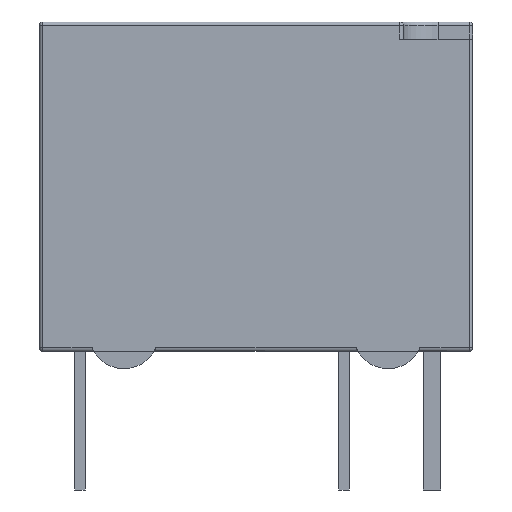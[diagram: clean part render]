
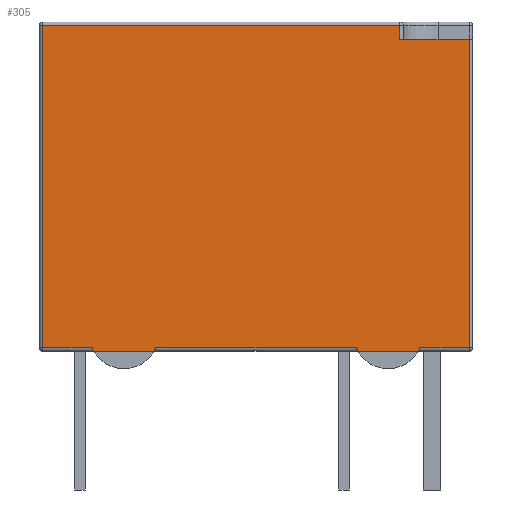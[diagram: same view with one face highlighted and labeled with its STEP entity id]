
A CAD part, left-side view. The second image highlights one B-rep face of the part: STEP entity #305.
In plain terms, the highlighted planar face has unit normal (-1, 0, 0).
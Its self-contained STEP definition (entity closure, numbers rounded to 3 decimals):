
#93 = EDGE_CURVE('',#94,#96,#98,.T.);
#94 = VERTEX_POINT('',#95);
#95 = CARTESIAN_POINT('',(0.,0.1,9.5));
#96 = VERTEX_POINT('',#97);
#97 = CARTESIAN_POINT('',(0.,1.,9.5));
#98 = LINE('',#99,#100);
#99 = CARTESIAN_POINT('',(0.,0.,9.5));
#100 = VECTOR('',#101,1.);
#101 = DIRECTION('',(0.,1.,0.));
#128 = VERTEX_POINT('',#129);
#129 = CARTESIAN_POINT('',(0.,0.1,0.6));
#136 = EDGE_CURVE('',#128,#94,#137,.T.);
#137 = LINE('',#138,#139);
#138 = CARTESIAN_POINT('',(0.,0.1,0.5));
#139 = VECTOR('',#140,1.);
#140 = DIRECTION('',(0.,0.,1.));
#305 = ADVANCED_FACE('',(#306),#424,.F.);
#306 = FACE_BOUND('',#307,.F.);
#307 = EDGE_LOOP('',(#308,#309,#310,#318,#327,#335,#344,#352,#361,#369,
    #378,#386,#394,#402,#410,#418));
#308 = ORIENTED_EDGE('',*,*,#93,.F.);
#309 = ORIENTED_EDGE('',*,*,#136,.F.);
#310 = ORIENTED_EDGE('',*,*,#311,.T.);
#311 = EDGE_CURVE('',#128,#312,#314,.T.);
#312 = VERTEX_POINT('',#313);
#313 = CARTESIAN_POINT('',(0.,1.523,0.6));
#314 = LINE('',#315,#316);
#315 = CARTESIAN_POINT('',(0.,0.,0.6));
#316 = VECTOR('',#317,1.);
#317 = DIRECTION('',(0.,1.,0.));
#318 = ORIENTED_EDGE('',*,*,#319,.F.);
#319 = EDGE_CURVE('',#320,#312,#322,.T.);
#320 = VERTEX_POINT('',#321);
#321 = CARTESIAN_POINT('',(0.,1.574,0.5));
#322 = CIRCLE('',#323,1.);
#323 = AXIS2_PLACEMENT_3D('',#324,#325,#326);
#324 = CARTESIAN_POINT('',(0.,2.44,1.));
#325 = DIRECTION('',(-1.,0.,0.));
#326 = DIRECTION('',(0.,0.,1.));
#327 = ORIENTED_EDGE('',*,*,#328,.T.);
#328 = EDGE_CURVE('',#320,#329,#331,.T.);
#329 = VERTEX_POINT('',#330);
#330 = CARTESIAN_POINT('',(0.,3.306,0.5));
#331 = LINE('',#332,#333);
#332 = CARTESIAN_POINT('',(0.,0.,0.5));
#333 = VECTOR('',#334,1.);
#334 = DIRECTION('',(0.,1.,0.));
#335 = ORIENTED_EDGE('',*,*,#336,.T.);
#336 = EDGE_CURVE('',#329,#337,#339,.T.);
#337 = VERTEX_POINT('',#338);
#338 = CARTESIAN_POINT('',(0.,3.357,0.6));
#339 = CIRCLE('',#340,1.);
#340 = AXIS2_PLACEMENT_3D('',#341,#342,#343);
#341 = CARTESIAN_POINT('',(0.,2.44,1.));
#342 = DIRECTION('',(1.,0.,0.));
#343 = DIRECTION('',(0.,0.,1.));
#344 = ORIENTED_EDGE('',*,*,#345,.T.);
#345 = EDGE_CURVE('',#337,#346,#348,.T.);
#346 = VERTEX_POINT('',#347);
#347 = CARTESIAN_POINT('',(0.,9.143,0.6));
#348 = LINE('',#349,#350);
#349 = CARTESIAN_POINT('',(0.,3.306,0.6));
#350 = VECTOR('',#351,1.);
#351 = DIRECTION('',(0.,1.,0.));
#352 = ORIENTED_EDGE('',*,*,#353,.F.);
#353 = EDGE_CURVE('',#354,#346,#356,.T.);
#354 = VERTEX_POINT('',#355);
#355 = CARTESIAN_POINT('',(0.,9.194,0.5));
#356 = CIRCLE('',#357,1.);
#357 = AXIS2_PLACEMENT_3D('',#358,#359,#360);
#358 = CARTESIAN_POINT('',(0.,10.06,1.));
#359 = DIRECTION('',(-1.,0.,0.));
#360 = DIRECTION('',(0.,0.,1.));
#361 = ORIENTED_EDGE('',*,*,#362,.T.);
#362 = EDGE_CURVE('',#354,#363,#365,.T.);
#363 = VERTEX_POINT('',#364);
#364 = CARTESIAN_POINT('',(0.,10.926,0.5));
#365 = LINE('',#366,#367);
#366 = CARTESIAN_POINT('',(0.,0.,0.5));
#367 = VECTOR('',#368,1.);
#368 = DIRECTION('',(0.,1.,0.));
#369 = ORIENTED_EDGE('',*,*,#370,.T.);
#370 = EDGE_CURVE('',#363,#371,#373,.T.);
#371 = VERTEX_POINT('',#372);
#372 = CARTESIAN_POINT('',(0.,10.977,0.6));
#373 = CIRCLE('',#374,1.);
#374 = AXIS2_PLACEMENT_3D('',#375,#376,#377);
#375 = CARTESIAN_POINT('',(0.,10.06,1.));
#376 = DIRECTION('',(1.,0.,0.));
#377 = DIRECTION('',(0.,0.,1.));
#378 = ORIENTED_EDGE('',*,*,#379,.T.);
#379 = EDGE_CURVE('',#371,#380,#382,.T.);
#380 = VERTEX_POINT('',#381);
#381 = CARTESIAN_POINT('',(0.,12.4,0.6));
#382 = LINE('',#383,#384);
#383 = CARTESIAN_POINT('',(0.,10.926,0.6));
#384 = VECTOR('',#385,1.);
#385 = DIRECTION('',(0.,1.,0.));
#386 = ORIENTED_EDGE('',*,*,#387,.T.);
#387 = EDGE_CURVE('',#380,#388,#390,.T.);
#388 = VERTEX_POINT('',#389);
#389 = CARTESIAN_POINT('',(0.,12.4,9.9));
#390 = LINE('',#391,#392);
#391 = CARTESIAN_POINT('',(0.,12.4,0.5));
#392 = VECTOR('',#393,1.);
#393 = DIRECTION('',(0.,0.,1.));
#394 = ORIENTED_EDGE('',*,*,#395,.F.);
#395 = EDGE_CURVE('',#396,#388,#398,.T.);
#396 = VERTEX_POINT('',#397);
#397 = CARTESIAN_POINT('',(0.,2.1,9.9));
#398 = LINE('',#399,#400);
#399 = CARTESIAN_POINT('',(0.,2.,9.9));
#400 = VECTOR('',#401,1.);
#401 = DIRECTION('',(0.,1.,0.));
#402 = ORIENTED_EDGE('',*,*,#403,.F.);
#403 = EDGE_CURVE('',#404,#396,#406,.T.);
#404 = VERTEX_POINT('',#405);
#405 = CARTESIAN_POINT('',(0.,2.1,9.5));
#406 = LINE('',#407,#408);
#407 = CARTESIAN_POINT('',(0.,2.1,9.5));
#408 = VECTOR('',#409,1.);
#409 = DIRECTION('',(0.,0.,1.));
#410 = ORIENTED_EDGE('',*,*,#411,.F.);
#411 = EDGE_CURVE('',#412,#404,#414,.T.);
#412 = VERTEX_POINT('',#413);
#413 = CARTESIAN_POINT('',(0.,2.,9.5));
#414 = LINE('',#415,#416);
#415 = CARTESIAN_POINT('',(0.,0.,9.5));
#416 = VECTOR('',#417,1.);
#417 = DIRECTION('',(0.,1.,0.));
#418 = ORIENTED_EDGE('',*,*,#419,.F.);
#419 = EDGE_CURVE('',#96,#412,#420,.T.);
#420 = LINE('',#421,#422);
#421 = CARTESIAN_POINT('',(0.,0.,9.5));
#422 = VECTOR('',#423,1.);
#423 = DIRECTION('',(0.,1.,0.));
#424 = PLANE('',#425);
#425 = AXIS2_PLACEMENT_3D('',#426,#427,#428);
#426 = CARTESIAN_POINT('',(0.,0.,0.5));
#427 = DIRECTION('',(1.,0.,0.));
#428 = DIRECTION('',(0.,0.,1.));
